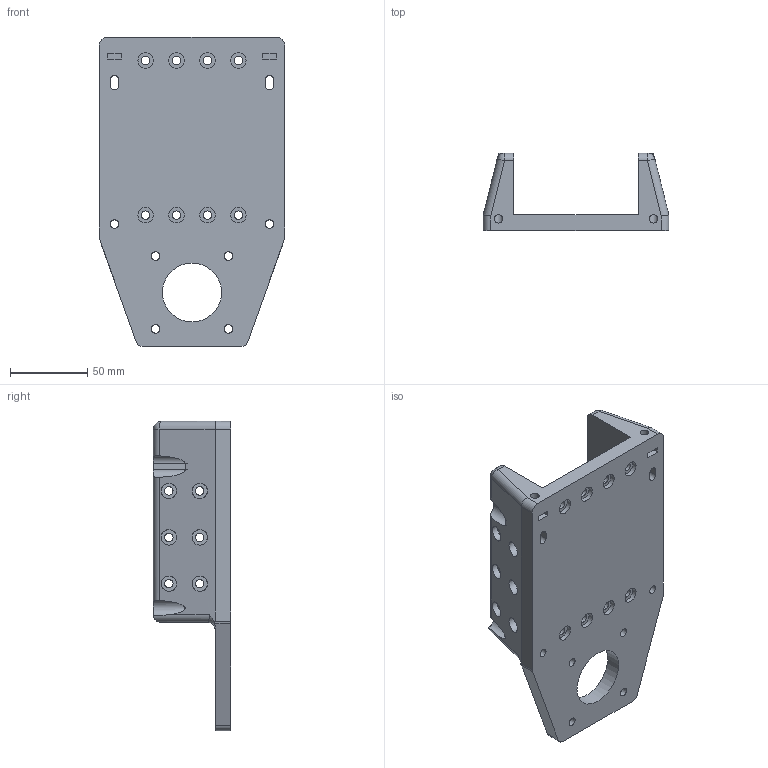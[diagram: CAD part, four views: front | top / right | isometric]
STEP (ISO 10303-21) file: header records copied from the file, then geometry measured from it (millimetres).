
FILE_DESCRIPTION(/* description */ (''),/* implementation_level */ '2;1');
FILE_NAME(/* name */ 'shortAxisPlateFront.step',/* time_stamp */ '2020-08-01T12:47:44+02:00',/* author */ (''),/* organization */ (''),/* preprocessor_version */ 'ST-DEVELOPER v18.1',/* originating_system */ 'Autodesk Translation Framework v9.3.0.1241',/* authorisation */ '');
FILE_SCHEMA (('AUTOMOTIVE_DESIGN { 1 0 10303 214 3 1 1 }'));
Length unit declared in the file: millimetre
Products named in the file (1): shortAxisPlateFront
Bounding box: 120 x 50 x 200 mm (x, y, z)
Volume: 332635.9 mm3; surface area: 80868.4 mm2
Topology: 1 solids, 1 shells, 153 faces, 365 edges, 238 vertices
Faces by surface type: cylinder 87, plane 62, bspline 2, sphere 2
Full cylindrical faces by diameter (mm): 5.5 x30, 10 x26, 38.1 x1
Entity records: 4893 total; most frequent: CARTESIAN_POINT 1046, DIRECTION 821, ORIENTED_EDGE 730, EDGE_CURVE 365, AXIS2_PLACEMENT_3D 322, EDGE_LOOP 243, VERTEX_POINT 238, LINE 177
